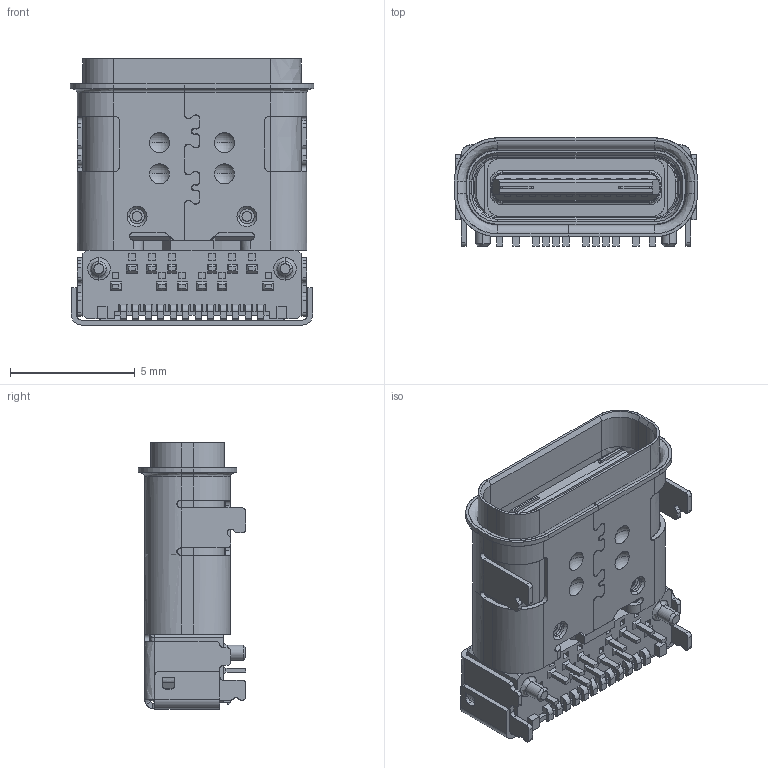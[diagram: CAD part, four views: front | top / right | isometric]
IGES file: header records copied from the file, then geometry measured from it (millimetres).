
Start section: SolidWorks IGES file using analytic representation for surfaces
Global section: file name: KUSB67X-SMTTH-CS4-BTR_A.IGS; native system: SolidWorks 2020; preprocessor: SolidWorks 2020; author: Ckelleher; date: 210129.152505; units: millimetre
Bounding box: 9.74 x 4.32 x 10.65 mm (x, y, z)
Surface area: 1071.2 mm2 (no closed solid volume)
Topology: 0 solids, 0 shells, 2157 faces, 13196 edges, 13098 vertices
Faces by surface type: bspline 1617, revolution 540
